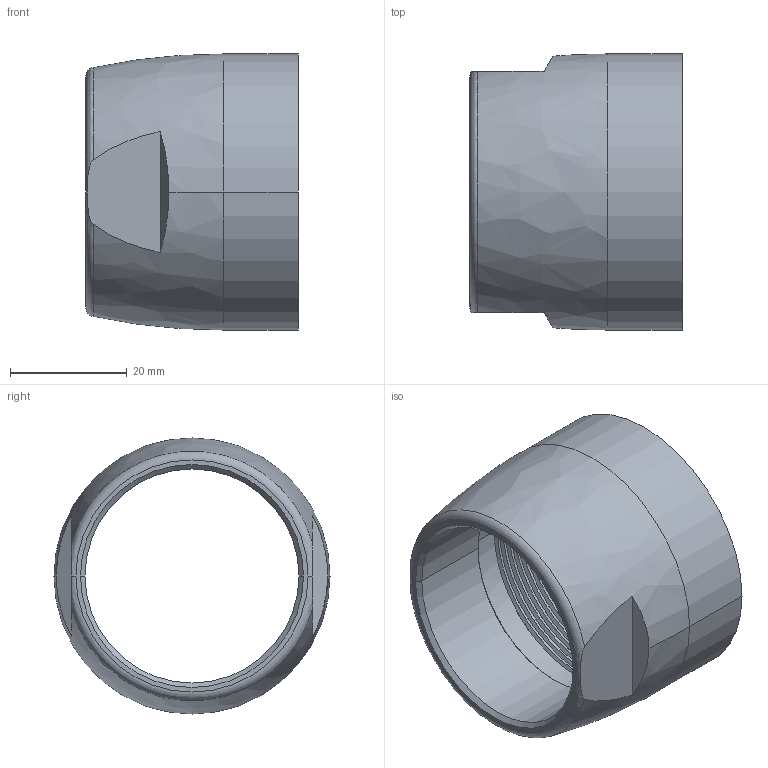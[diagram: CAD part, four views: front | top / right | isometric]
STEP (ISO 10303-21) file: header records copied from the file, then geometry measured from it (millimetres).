
FILE_DESCRIPTION((''),'2;1');
FILE_NAME('20G200800','2018-12-06T14:02:27',('CEG0317'),(''),'CREO PARAMETRIC BY PTC INC, 2017380','CREO PARAMETRIC BY PTC INC, 2017380','');
FILE_SCHEMA(('CONFIG_CONTROL_DESIGN'));
Length unit declared in the file: inch
Products named in the file (1): 20G200800
Bounding box: 36.32 x 47.27 x 47.27 mm (x, y, z)
Volume: 16000.5 mm3; surface area: 11548.5 mm2
Topology: 1 solids, 1 shells, 58 faces, 146 edges, 92 vertices
Faces by surface type: cylinder 25, bspline 11, plane 9, cone 7, torus 6
Entity records: 6717 total; most frequent: CARTESIAN_POINT 5414, ORIENTED_EDGE 292, DIRECTION 213, EDGE_CURVE 146, VERTEX_POINT 92, AXIS2_PLACEMENT_3D 85, B_SPLINE_CURVE_WITH_KNOTS 65, EDGE_LOOP 62
